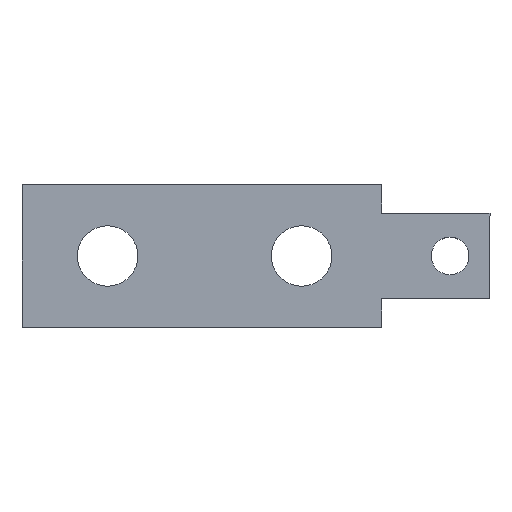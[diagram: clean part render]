
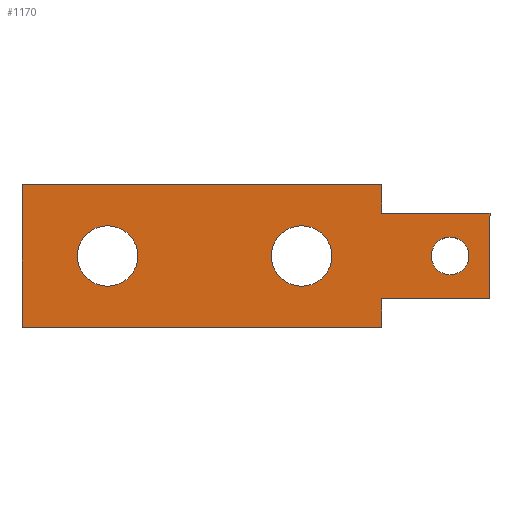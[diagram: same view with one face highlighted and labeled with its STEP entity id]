
A CAD part, top view. The second image highlights one B-rep face of the part: STEP entity #1170.
In plain terms, the highlighted face is planar.
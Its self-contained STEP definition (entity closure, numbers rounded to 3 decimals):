
#10=CARTESIAN_POINT('',(171.851,14.132,
-417.188));
#20=DIRECTION('',(-0.899,0.042,
-0.435));
#30=DIRECTION('',(-0.129,-0.977,
0.172));
#40=AXIS2_PLACEMENT_3D('',#10,#20,#30);
#50=PLANE('',#40);
#60=CARTESIAN_POINT('',(180.274,-34.48,
-439.311));
#70=DIRECTION('',(-0.899,0.042,
-0.435));
#80=DIRECTION('',(-0.129,-0.977,
0.172));
#90=AXIS2_PLACEMENT_3D('',#60,#70,#80);
#100=CIRCLE('',#90,5.3);
#110=CARTESIAN_POINT('',(179.592,-39.657,
-438.401));
#120=VERTEX_POINT('',#110);
#130=CARTESIAN_POINT('',(180.956,-29.303,
-440.22));
#140=VERTEX_POINT('',#130);
#150=EDGE_CURVE('',#120,#140,#100,.T.);
#160=ORIENTED_EDGE('',*,*,#150,.T.);
#170=EDGE_CURVE('',#140,#120,#100,.T.);
#180=ORIENTED_EDGE('',*,*,#170,.T.);
#190=EDGE_LOOP('',(#180,#160));
#200=FACE_BOUND('',#190,.T.);
#210=CARTESIAN_POINT('',(176.928,-59.875,
-434.849));
#220=DIRECTION('',(-0.899,0.042,
-0.435));
#230=DIRECTION('',(-0.129,-0.977,
0.172));
#240=AXIS2_PLACEMENT_3D('',#210,#220,#230);
#250=CIRCLE('',#240,3.3);
#260=CARTESIAN_POINT('',(176.504,-63.098,
-434.283));
#270=VERTEX_POINT('',#260);
#280=CARTESIAN_POINT('',(177.353,-56.652,
-435.416));
#290=VERTEX_POINT('',#280);
#300=EDGE_CURVE('',#270,#290,#250,.T.);
#310=ORIENTED_EDGE('',*,*,#300,.T.);
#320=EDGE_CURVE('',#290,#270,#250,.T.);
#330=ORIENTED_EDGE('',*,*,#320,.T.);
#340=EDGE_LOOP('',(#330,#310));
#350=FACE_BOUND('',#340,.T.);
#360=CARTESIAN_POINT('',(184.648,-1.271,
-445.145));
#370=DIRECTION('',(-0.899,0.042,
-0.435));
#380=DIRECTION('',(-0.129,-0.977,
0.172));
#390=AXIS2_PLACEMENT_3D('',#360,#370,#380);
#400=CIRCLE('',#390,5.3);
#410=CARTESIAN_POINT('',(183.966,-6.448,
-444.236));
#420=VERTEX_POINT('',#410);
#430=CARTESIAN_POINT('',(185.33,3.906,
-446.055));
#440=VERTEX_POINT('',#430);
#450=EDGE_CURVE('',#420,#440,#400,.T.);
#460=ORIENTED_EDGE('',*,*,#450,.T.);
#470=EDGE_CURVE('',#440,#420,#400,.T.);
#480=ORIENTED_EDGE('',*,*,#470,.T.);
#490=EDGE_LOOP('',(#480,#460));
#500=FACE_BOUND('',#490,.T.);
#510=CARTESIAN_POINT('',(164.569,-41.152,
-407.476));
#520=DIRECTION('',(0.418,-0.21,
-0.884));
#530=VECTOR('',#520,1.);
#540=LINE('',#510,#530);
#550=CARTESIAN_POINT('',(173.253,-45.525,
-425.859));
#560=VERTEX_POINT('',#550);
#570=CARTESIAN_POINT('',(175.341,-46.577,
-430.279));
#580=VERTEX_POINT('',#570);
#590=EDGE_CURVE('',#560,#580,#540,.T.);
#600=ORIENTED_EDGE('',*,*,#590,.T.);
#610=CARTESIAN_POINT('',(180.535,9.759,
-435.571));
#620=DIRECTION('',(0.129,0.977,
-0.172));
#630=VECTOR('',#620,1.);
#640=LINE('',#610,#630);
#650=CARTESIAN_POINT('',(181.358,16.009,
-436.67));
#660=VERTEX_POINT('',#650);
#670=EDGE_CURVE('',#560,#660,#640,.T.);
#680=ORIENTED_EDGE('',*,*,#670,.F.);
#690=CARTESIAN_POINT('',(181.358,16.009,
-436.67));
#700=DIRECTION('',(0.418,-0.21,
-0.884));
#710=VECTOR('',#700,1.);
#720=LINE('',#690,#710);
#730=CARTESIAN_POINT('',(191.798,10.751,
-458.769));
#740=VERTEX_POINT('',#730);
#750=EDGE_CURVE('',#660,#740,#720,.T.);
#760=ORIENTED_EDGE('',*,*,#750,.F.);
#770=CARTESIAN_POINT('',(190.974,4.501,
-457.671));
#780=DIRECTION('',(-0.129,-0.977,
0.172));
#790=VECTOR('',#780,1.);
#800=LINE('',#770,#790);
#810=CARTESIAN_POINT('',(183.692,-50.783,
-447.958));
#820=VERTEX_POINT('',#810);
#830=EDGE_CURVE('',#740,#820,#800,.T.);
#840=ORIENTED_EDGE('',*,*,#830,.F.);
#850=CARTESIAN_POINT('',(164.569,-41.152,
-407.476));
#860=DIRECTION('',(0.418,-0.21,
-0.884));
#870=VECTOR('',#860,1.);
#880=LINE('',#850,#870);
#890=CARTESIAN_POINT('',(181.604,-49.731,
-443.538));
#900=VERTEX_POINT('',#890);
#910=EDGE_CURVE('',#900,#820,#880,.T.);
#920=ORIENTED_EDGE('',*,*,#910,.T.);
#930=CARTESIAN_POINT('',(188.887,5.553,
-453.251));
#940=DIRECTION('',(0.129,0.977,
-0.172));
#950=VECTOR('',#940,1.);
#960=LINE('',#930,#950);
#970=CARTESIAN_POINT('',(179.16,-68.289,
-440.278));
#980=VERTEX_POINT('',#970);
#990=EDGE_CURVE('',#980,#900,#960,.T.);
#1000=ORIENTED_EDGE('',*,*,#990,.T.);
#1010=CARTESIAN_POINT('',(172.896,-65.135,
-427.018));
#1020=DIRECTION('',(0.418,-0.21,
-0.884));
#1030=VECTOR('',#1020,1.);
#1040=LINE('',#1010,#1030);
#1050=CARTESIAN_POINT('',(172.896,-65.135,
-427.018));
#1060=VERTEX_POINT('',#1050);
#1070=EDGE_CURVE('',#1060,#980,#1040,.T.);
#1080=ORIENTED_EDGE('',*,*,#1070,.T.);
#1090=CARTESIAN_POINT('',(182.623,8.707,
-439.991));
#1100=DIRECTION('',(-0.129,-0.977,
0.172));
#1110=VECTOR('',#1100,1.);
#1120=LINE('',#1090,#1110);
#1130=EDGE_CURVE('',#580,#1060,#1120,.T.);
#1140=ORIENTED_EDGE('',*,*,#1130,.T.);
#1150=EDGE_LOOP('',(#1140,#1080,#1000,#920,#840,#760,#680,#600));
#1160=FACE_OUTER_BOUND('',#1150,.T.);
#1170=ADVANCED_FACE('',(#200,#350,#500,#1160),#50,.F.);
